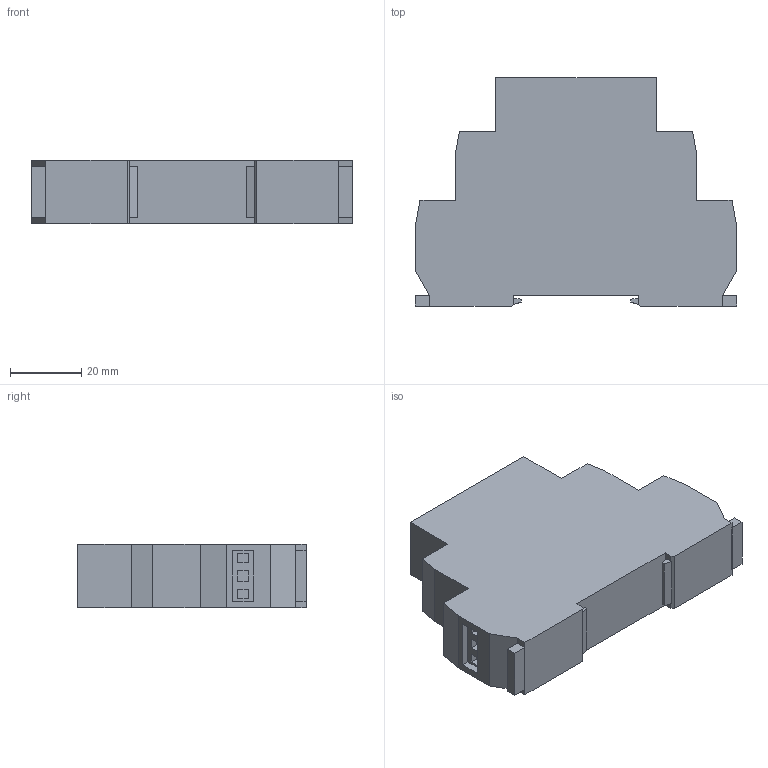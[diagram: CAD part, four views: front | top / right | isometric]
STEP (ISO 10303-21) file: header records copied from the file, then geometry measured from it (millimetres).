
FILE_DESCRIPTION (( 'STEP AP214' ), '1' );
FILE_NAME ('ORM-01-AC230_Èìïóëüñíîå ðåëå ORM. 1 êîíò. 230 Â AC IEK.STEP', '2018-10-19T14:25:21', ( '' ), ( '' ), 'SwSTEP 2.0', 'SolidWorks 2014', '' );
FILE_SCHEMA (( 'AUTOMOTIVE_DESIGN' ));
Length unit declared in the file: millimetre
Products named in the file (2): ORM-01-AC230_Èìïóëüñíîå ðåëå ORM. 1 êîíò. 230 Â AC IEK
Bounding box: 90 x 64 x 17.9 mm (x, y, z)
Volume: 79694.8 mm3; surface area: 15441.1 mm2
Topology: 1 solids, 1 shells, 127 faces, 319 edges, 210 vertices
Faces by surface type: plane 110, cylinder 13, bspline 4
Entity records: 5229 total; most frequent: CARTESIAN_POINT 730, ORIENTED_EDGE 638, DIRECTION 595, EDGE_CURVE 319, LINE 285, VECTOR 285, VERTEX_POINT 210, AXIS2_PLACEMENT_3D 155
